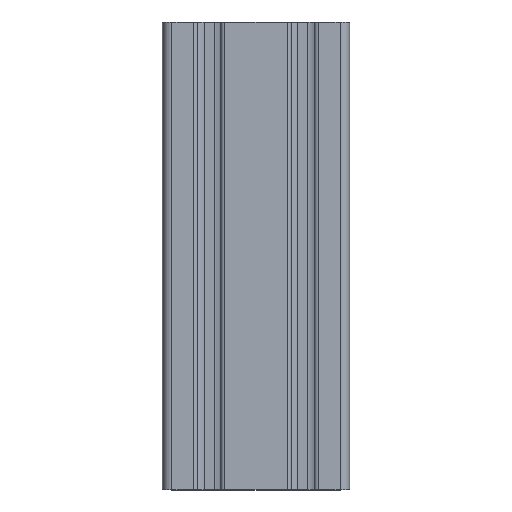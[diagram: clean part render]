
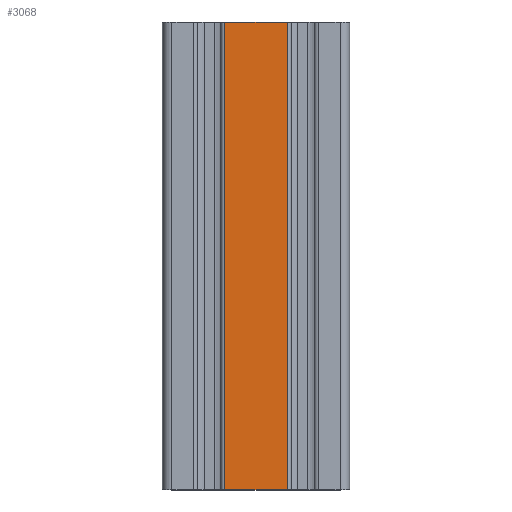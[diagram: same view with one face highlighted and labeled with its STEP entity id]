
A CAD part, top view. The second image highlights one B-rep face of the part: STEP entity #3068.
In plain terms, the highlighted planar face has unit normal (0, 0, 1).
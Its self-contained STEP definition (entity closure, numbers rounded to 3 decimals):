
#50 = PLANE('',#51);
#51 = AXIS2_PLACEMENT_3D('',#52,#53,#54);
#52 = CARTESIAN_POINT('',(-20.,-50.,-5.));
#53 = DIRECTION('',(0.,-1.,0.));
#54 = DIRECTION('',(0.,0.,-1.));
#547 = VERTEX_POINT('',#548);
#548 = CARTESIAN_POINT('',(6.7,-50.,5.));
#563 = CYLINDRICAL_SURFACE('',#564,0.8);
#564 = AXIS2_PLACEMENT_3D('',#565,#566,#567);
#565 = CARTESIAN_POINT('',(6.7,58.264,4.2));
#566 = DIRECTION('',(0.,1.,0.));
#567 = DIRECTION('',(0.,0.,-1.));
#575 = EDGE_CURVE('',#547,#576,#578,.T.);
#576 = VERTEX_POINT('',#577);
#577 = CARTESIAN_POINT('',(-6.7,-50.,5.));
#578 = SURFACE_CURVE('',#579,(#583,#590),.PCURVE_S1.);
#579 = LINE('',#580,#581);
#580 = CARTESIAN_POINT('',(20.,-50.,5.));
#581 = VECTOR('',#582,1.);
#582 = DIRECTION('',(-1.,0.,0.));
#583 = PCURVE('',#50,#584);
#584 = DEFINITIONAL_REPRESENTATION('',(#585),#589);
#585 = LINE('',#586,#587);
#586 = CARTESIAN_POINT('',(-10.,40.));
#587 = VECTOR('',#588,1.);
#588 = DIRECTION('',(0.,-1.));
#589 = ( GEOMETRIC_REPRESENTATION_CONTEXT(2) 
PARAMETRIC_REPRESENTATION_CONTEXT() REPRESENTATION_CONTEXT('2D SPACE',''
  ) );
#590 = PCURVE('',#591,#596);
#591 = PLANE('',#592);
#592 = AXIS2_PLACEMENT_3D('',#593,#594,#595);
#593 = CARTESIAN_POINT('',(20.,-50.,5.));
#594 = DIRECTION('',(0.,0.,-1.));
#595 = DIRECTION('',(-1.,0.,0.));
#596 = DEFINITIONAL_REPRESENTATION('',(#597),#601);
#597 = LINE('',#598,#599);
#598 = CARTESIAN_POINT('',(0.,0.));
#599 = VECTOR('',#600,1.);
#600 = DIRECTION('',(1.,0.));
#601 = ( GEOMETRIC_REPRESENTATION_CONTEXT(2) 
PARAMETRIC_REPRESENTATION_CONTEXT() REPRESENTATION_CONTEXT('2D SPACE',''
  ) );
#620 = CYLINDRICAL_SURFACE('',#621,0.8);
#621 = AXIS2_PLACEMENT_3D('',#622,#623,#624);
#622 = CARTESIAN_POINT('',(-6.7,58.264,4.2));
#623 = DIRECTION('',(0.,1.,0.));
#624 = DIRECTION('',(0.,0.,-1.));
#1577 = PLANE('',#1578);
#1578 = AXIS2_PLACEMENT_3D('',#1579,#1580,#1581);
#1579 = CARTESIAN_POINT('',(-20.,50.,-5.));
#1580 = DIRECTION('',(0.,-1.,0.));
#1581 = DIRECTION('',(0.,0.,-1.));
#2322 = VERTEX_POINT('',#2323);
#2323 = CARTESIAN_POINT('',(-6.7,50.,5.));
#2345 = EDGE_CURVE('',#2346,#2322,#2348,.T.);
#2346 = VERTEX_POINT('',#2347);
#2347 = CARTESIAN_POINT('',(6.7,50.,5.));
#2348 = SURFACE_CURVE('',#2349,(#2353,#2360),.PCURVE_S1.);
#2349 = LINE('',#2350,#2351);
#2350 = CARTESIAN_POINT('',(20.,50.,5.));
#2351 = VECTOR('',#2352,1.);
#2352 = DIRECTION('',(-1.,0.,0.));
#2353 = PCURVE('',#1577,#2354);
#2354 = DEFINITIONAL_REPRESENTATION('',(#2355),#2359);
#2355 = LINE('',#2356,#2357);
#2356 = CARTESIAN_POINT('',(-10.,40.));
#2357 = VECTOR('',#2358,1.);
#2358 = DIRECTION('',(0.,-1.));
#2359 = ( GEOMETRIC_REPRESENTATION_CONTEXT(2) 
PARAMETRIC_REPRESENTATION_CONTEXT() REPRESENTATION_CONTEXT('2D SPACE',''
  ) );
#2360 = PCURVE('',#591,#2361);
#2361 = DEFINITIONAL_REPRESENTATION('',(#2362),#2366);
#2362 = LINE('',#2363,#2364);
#2363 = CARTESIAN_POINT('',(0.,100.));
#2364 = VECTOR('',#2365,1.);
#2365 = DIRECTION('',(1.,0.));
#2366 = ( GEOMETRIC_REPRESENTATION_CONTEXT(2) 
PARAMETRIC_REPRESENTATION_CONTEXT() REPRESENTATION_CONTEXT('2D SPACE',''
  ) );
#3068 = ADVANCED_FACE('',(#3069),#591,.F.);
#3069 = FACE_BOUND('',#3070,.T.);
#3070 = EDGE_LOOP('',(#3071,#3092,#3093,#3114));
#3071 = ORIENTED_EDGE('',*,*,#3072,.F.);
#3072 = EDGE_CURVE('',#2346,#547,#3073,.T.);
#3073 = SURFACE_CURVE('',#3074,(#3078,#3085),.PCURVE_S1.);
#3074 = LINE('',#3075,#3076);
#3075 = CARTESIAN_POINT('',(6.7,-50.,5.));
#3076 = VECTOR('',#3077,1.);
#3077 = DIRECTION('',(0.,-1.,0.));
#3078 = PCURVE('',#591,#3079);
#3079 = DEFINITIONAL_REPRESENTATION('',(#3080),#3084);
#3080 = LINE('',#3081,#3082);
#3081 = CARTESIAN_POINT('',(13.3,0.));
#3082 = VECTOR('',#3083,1.);
#3083 = DIRECTION('',(-0.,-1.));
#3084 = ( GEOMETRIC_REPRESENTATION_CONTEXT(2) 
PARAMETRIC_REPRESENTATION_CONTEXT() REPRESENTATION_CONTEXT('2D SPACE',''
  ) );
#3085 = PCURVE('',#563,#3086);
#3086 = DEFINITIONAL_REPRESENTATION('',(#3087),#3091);
#3087 = LINE('',#3088,#3089);
#3088 = CARTESIAN_POINT('',(3.142,-108.264));
#3089 = VECTOR('',#3090,1.);
#3090 = DIRECTION('',(0.,-1.));
#3091 = ( GEOMETRIC_REPRESENTATION_CONTEXT(2) 
PARAMETRIC_REPRESENTATION_CONTEXT() REPRESENTATION_CONTEXT('2D SPACE',''
  ) );
#3092 = ORIENTED_EDGE('',*,*,#2345,.T.);
#3093 = ORIENTED_EDGE('',*,*,#3094,.T.);
#3094 = EDGE_CURVE('',#2322,#576,#3095,.T.);
#3095 = SURFACE_CURVE('',#3096,(#3100,#3107),.PCURVE_S1.);
#3096 = LINE('',#3097,#3098);
#3097 = CARTESIAN_POINT('',(-6.7,58.264,5.));
#3098 = VECTOR('',#3099,1.);
#3099 = DIRECTION('',(0.,-1.,0.));
#3100 = PCURVE('',#591,#3101);
#3101 = DEFINITIONAL_REPRESENTATION('',(#3102),#3106);
#3102 = LINE('',#3103,#3104);
#3103 = CARTESIAN_POINT('',(26.7,108.264));
#3104 = VECTOR('',#3105,1.);
#3105 = DIRECTION('',(-0.,-1.));
#3106 = ( GEOMETRIC_REPRESENTATION_CONTEXT(2) 
PARAMETRIC_REPRESENTATION_CONTEXT() REPRESENTATION_CONTEXT('2D SPACE',''
  ) );
#3107 = PCURVE('',#620,#3108);
#3108 = DEFINITIONAL_REPRESENTATION('',(#3109),#3113);
#3109 = LINE('',#3110,#3111);
#3110 = CARTESIAN_POINT('',(3.142,0.));
#3111 = VECTOR('',#3112,1.);
#3112 = DIRECTION('',(0.,-1.));
#3113 = ( GEOMETRIC_REPRESENTATION_CONTEXT(2) 
PARAMETRIC_REPRESENTATION_CONTEXT() REPRESENTATION_CONTEXT('2D SPACE',''
  ) );
#3114 = ORIENTED_EDGE('',*,*,#575,.F.);
